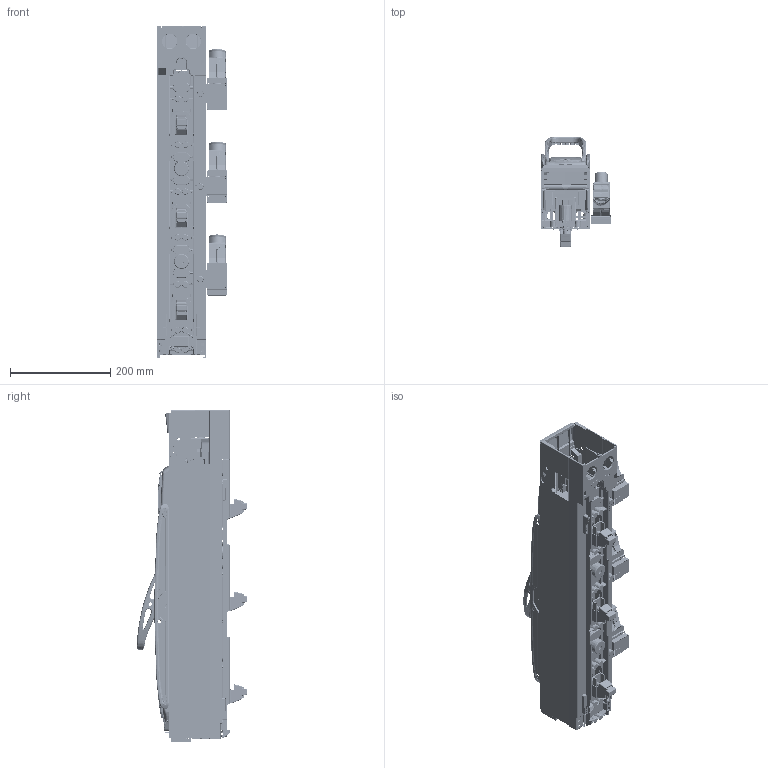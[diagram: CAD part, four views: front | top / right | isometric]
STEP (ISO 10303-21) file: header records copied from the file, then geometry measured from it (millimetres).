
FILE_DESCRIPTION((''),'2;1');
FILE_NAME('ZLBM3-3P-Z-SC','2021-08-16T14:25:54',('FIKASAV3'),(''),'CREO PARAMETRIC BY PTC INC, 2020184','CREO PARAMETRIC BY PTC INC, 2020184','');
FILE_SCHEMA(('AUTOMOTIVE_DESIGN { 1 0 10303 214 1 1 1 1 }'));
Products named in the file (1): ZLBM3-3P-Z-SC
Bounding box: 140.99 x 220.73 x 662.3 mm (x, y, z)
Volume: 4409850.4 mm3; surface area: 1378804.5 mm2
Topology: 1 solids, 1564 shells, 7994 faces, 54446 edges, 46896 vertices
Faces by surface type: plane 4338, cylinder 1944, bspline 710, torus 497, cone 343, sphere 107, extrusion 55
Entity records: 960732 total; most frequent: CARTESIAN_POINT 552900, ORIENTED_EDGE 64838, DIRECTION 58301, EDGE_CURVE 54388, VERTEX_POINT 46896, VECTOR 27504, LINE 27449, B_SPLINE_CURVE_WITH_KNOTS 18839
